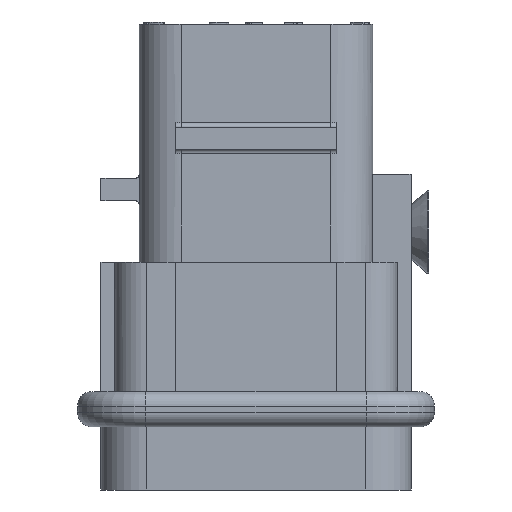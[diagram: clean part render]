
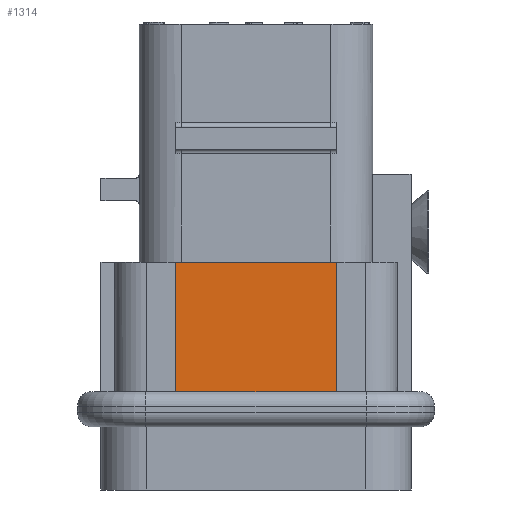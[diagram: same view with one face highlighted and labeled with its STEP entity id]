
A CAD part, left-side view. The second image highlights one B-rep face of the part: STEP entity #1314.
In plain terms, the highlighted planar face has unit normal (-1, 0, 0).
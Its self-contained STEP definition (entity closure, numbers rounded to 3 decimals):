
#1314=ADVANCED_FACE('',(#2313),#1990,.T.);
#1990=PLANE('',#11967);
#2313=FACE_OUTER_BOUND('',#2996,.T.);
#2996=EDGE_LOOP('',(#4099,#4100,#4101,#4102));
#4099=ORIENTED_EDGE('',*,*,#8446,.F.);
#4100=ORIENTED_EDGE('',*,*,#8434,.F.);
#4101=ORIENTED_EDGE('',*,*,#8445,.T.);
#4102=ORIENTED_EDGE('',*,*,#8447,.T.);
#7349=VERTEX_POINT('',#17526);
#7350=VERTEX_POINT('',#17528);
#7357=VERTEX_POINT('',#17569);
#7358=VERTEX_POINT('',#17573);
#8434=EDGE_CURVE('',#7349,#7350,#9983,.T.);
#8445=EDGE_CURVE('',#7349,#7357,#9989,.T.);
#8446=EDGE_CURVE('',#7350,#7358,#9990,.T.);
#8447=EDGE_CURVE('',#7357,#7358,#9991,.T.);
#9983=LINE('',#17527,#10994);
#9989=LINE('',#17570,#11000);
#9990=LINE('',#17572,#11001);
#9991=LINE('',#17574,#11002);
#10994=VECTOR('',#13371,1.);
#11000=VECTOR('',#13387,1.);
#11001=VECTOR('',#13390,1.);
#11002=VECTOR('',#13391,1.);
#11967=AXIS2_PLACEMENT_3D('',#17575,#13392,#13393);
#13371=DIRECTION('',(0.,-1.,0.));
#13387=DIRECTION('',(0.,0.,-1.));
#13390=DIRECTION('',(0.,0.,-1.));
#13391=DIRECTION('',(0.,-1.,0.));
#13392=DIRECTION('',(-1.,0.,0.));
#13393=DIRECTION('',(0.,1.,0.));
#17526=CARTESIAN_POINT('',(-10.55,5.5,2.3));
#17527=CARTESIAN_POINT('',(-10.55,5.5,2.3));
#17528=CARTESIAN_POINT('',(-10.55,-5.5,2.3));
#17569=CARTESIAN_POINT('',(-10.55,5.5,-6.7));
#17570=CARTESIAN_POINT('',(-10.55,5.5,2.3));
#17572=CARTESIAN_POINT('',(-10.55,-5.5,2.3));
#17573=CARTESIAN_POINT('',(-10.55,-5.5,-6.7));
#17574=CARTESIAN_POINT('',(-10.55,5.5,-6.7));
#17575=CARTESIAN_POINT('',(-10.55,5.5,2.3));
